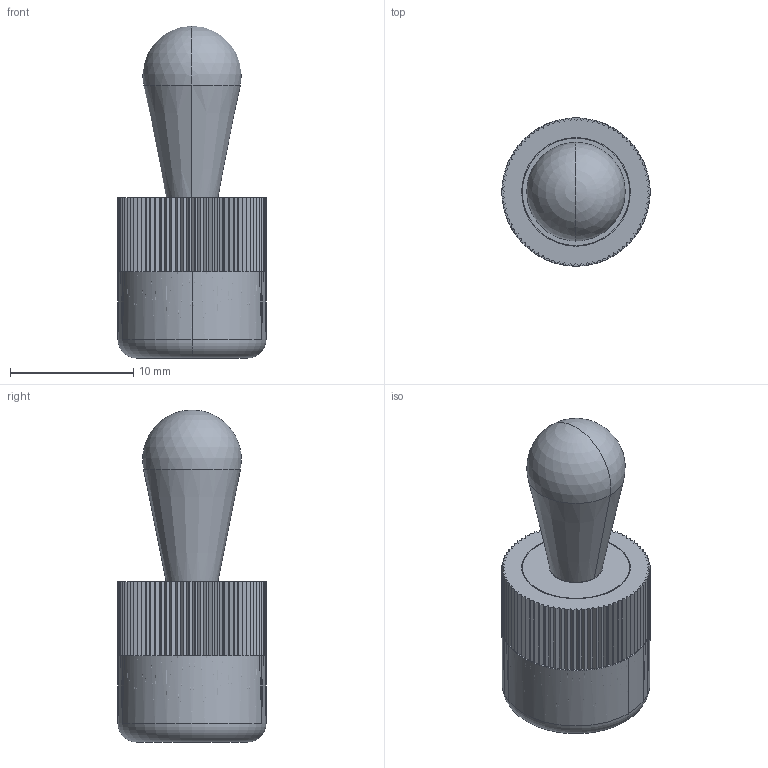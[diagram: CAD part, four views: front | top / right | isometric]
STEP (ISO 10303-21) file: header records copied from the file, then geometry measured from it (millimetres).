
FILE_DESCRIPTION(('STEP AP214'),'1');
FILE_NAME('HALDERN_EH_22150_0170.stp','2017-02-01T10:44:45',('TraceParts'),('TraceParts S.A.'),'Spatial InterOp 3D',' ',' ');
FILE_SCHEMA(('automotive_design'));
Length unit declared in the file: millimetre
Products named in the file (2): 1; 2
Bounding box: 12 x 12 x 26.9 mm (x, y, z)
Volume: 985.1 mm3; surface area: 1791.3 mm2
Topology: 3 solids, 3 shells, 350 faces, 858 edges, 515 vertices
Faces by surface type: plane 248, cylinder 94, torus 4, cone 2, sphere 2
Entity records: 12981 total; most frequent: DIRECTION 1840, CARTESIAN_POINT 1723, ORIENTED_EDGE 1712, EDGE_CURVE 856, AXIS2_PLACEMENT_3D 632, LINE 576, VECTOR 576, VERTEX_POINT 515
